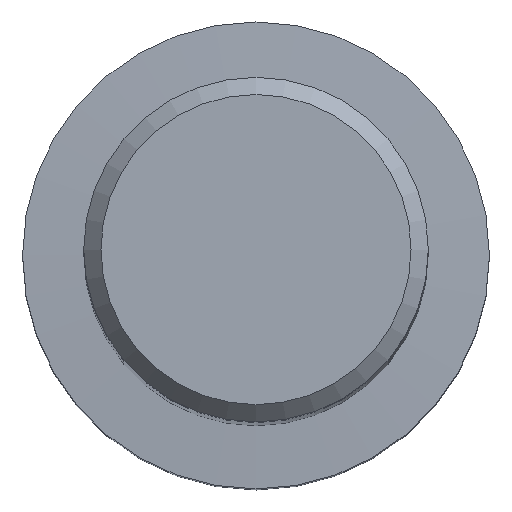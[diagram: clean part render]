
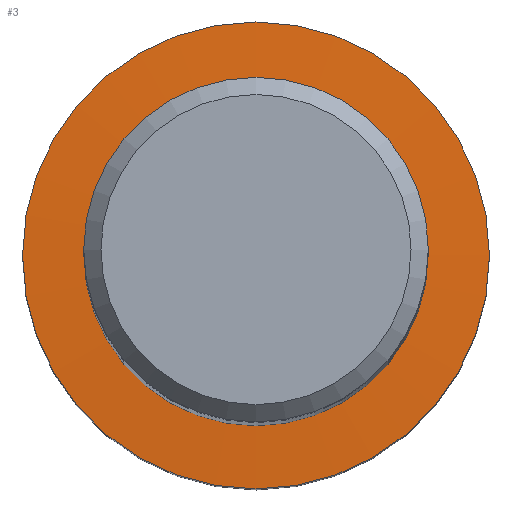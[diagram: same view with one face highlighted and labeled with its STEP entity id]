
A CAD part, top view. The second image highlights one B-rep face of the part: STEP entity #3.
In plain terms, the highlighted free-form (B-spline) face has degree [2, 1] with [9, 2] control points.
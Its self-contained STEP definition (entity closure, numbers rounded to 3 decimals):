
#3 = ADVANCED_FACE('', (#4), #31, .T.);
#4 = FACE_OUTER_BOUND('', #5, .T.);
#5 = EDGE_LOOP('', (#6, #16, #23, #24));
#6 = ORIENTED_EDGE('', *, *, #7, .F.);
#7 = EDGE_CURVE('', #8, #10, #12, .T.);
#8 = VERTEX_POINT('', #9);
#9 = CARTESIAN_POINT('', (-3.9, 0., -79.931));
#10 = VERTEX_POINT('', #11);
#11 = CARTESIAN_POINT('', (-5.555, 0., -80.));
#12 = LINE('', #13, #14);
#13 = CARTESIAN_POINT('', (-3.9, 0., -79.931));
#14 = VECTOR('', #15, 1.656);
#15 = DIRECTION('', (-1.655, 0., -0.069));
#16 = ORIENTED_EDGE('', *, *, #17, .T.);
#17 = EDGE_CURVE('', #8, #8, #18, .T.);
#18 = CIRCLE('', #19, 3.9);
#19 = AXIS2_PLACEMENT_3D('', #20, #21, #22);
#20 = CARTESIAN_POINT('', (0., 0., -79.931));
#21 = DIRECTION('', (0., 0., -1.));
#22 = DIRECTION('', (-1., 0., 0.));
#23 = ORIENTED_EDGE('', *, *, #7, .T.);
#24 = ORIENTED_EDGE('', *, *, #25, .F.);
#25 = EDGE_CURVE('', #10, #10, #26, .T.);
#26 = CIRCLE('', #27, 5.555);
#27 = AXIS2_PLACEMENT_3D('', #28, #29, #30);
#28 = CARTESIAN_POINT('', (0., 0., -80.));
#29 = DIRECTION('', (0., 0., -1.));
#30 = DIRECTION('', (-1., 0., 0.));
#31 = (
   BOUNDED_SURFACE ()
   B_SPLINE_SURFACE (2, 1, ((#32, #33), (#34, #35), (#36, #37), (#38, #39), (#40, #41), (#42, #43), (#44, #45), (#46, #47), (#48, #49)), .UNSPECIFIED., .T., .F., .U.)
   B_SPLINE_SURFACE_WITH_KNOTS ((3, 2, 2, 2, 3), (2, 2), (0., 0.25, 0.5, 0.75, 1.), (0., 1.), .UNSPECIFIED.)
   GEOMETRIC_REPRESENTATION_ITEM ()
   RATIONAL_B_SPLINE_SURFACE (((1., 1.), (0.707, 0.707), (1., 1.), (0.707, 0.707), (1., 1.), (0.707, 0.707), (1., 1.), (0.707, 0.707), (1., 1.)))
   REPRESENTATION_ITEM ('')
   SURFACE ()
);
#32 = CARTESIAN_POINT('', (-3.9, 0., -79.931));
#33 = CARTESIAN_POINT('', (-5.555, 0., -80.));
#34 = CARTESIAN_POINT('', (-3.9, 3.9, -79.931));
#35 = CARTESIAN_POINT('', (-5.555, 5.555, -80.));
#36 = CARTESIAN_POINT('', (0., 3.9, -79.931));
#37 = CARTESIAN_POINT('', (0., 5.555, -80.));
#38 = CARTESIAN_POINT('', (3.9, 3.9, -79.931));
#39 = CARTESIAN_POINT('', (5.555, 5.555, -80.));
#40 = CARTESIAN_POINT('', (3.9, 0., -79.931));
#41 = CARTESIAN_POINT('', (5.555, 0., -80.));
#42 = CARTESIAN_POINT('', (3.9, -3.9, -79.931));
#43 = CARTESIAN_POINT('', (5.555, -5.555, -80.));
#44 = CARTESIAN_POINT('', (0., -3.9, -79.931));
#45 = CARTESIAN_POINT('', (0., -5.555, -80.));
#46 = CARTESIAN_POINT('', (-3.9, -3.9, -79.931));
#47 = CARTESIAN_POINT('', (-5.555, -5.555, -80.));
#48 = CARTESIAN_POINT('', (-3.9, 0., -79.931));
#49 = CARTESIAN_POINT('', (-5.555, 0., -80.));
